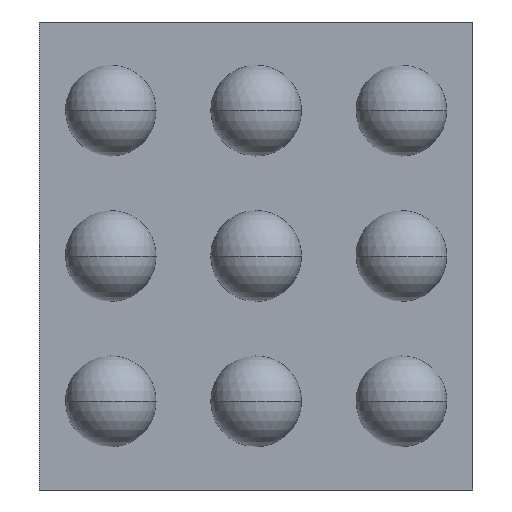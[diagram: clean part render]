
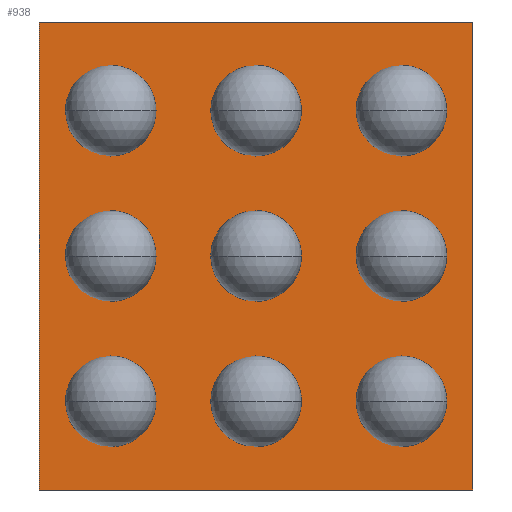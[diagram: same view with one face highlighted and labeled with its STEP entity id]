
A CAD part, front view. The second image highlights one B-rep face of the part: STEP entity #938.
In plain terms, the highlighted planar face has unit normal (0, -1, 0).
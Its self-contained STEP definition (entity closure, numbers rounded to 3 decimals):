
#25 = EDGE_CURVE ( 'NONE', #358, #385, #720, .T. ) ;
#36 = EDGE_CURVE ( 'NONE', #385, #238, #621, .T. ) ;
#70 = ORIENTED_EDGE ( 'NONE', *, *, #807, .T. ) ;
#87 = CARTESIAN_POINT ( 'NONE',  ( 0.596, 0.21, -0.644 ) ) ;
#89 = VECTOR ( 'NONE', #1055, 1000. ) ;
#127 = VERTEX_POINT ( 'NONE', #598 ) ;
#159 = PLANE ( 'NONE',  #1085 ) ;
#161 = CARTESIAN_POINT ( 'NONE',  ( -0.596, 0.21, -0.644 ) ) ;
#206 = DIRECTION ( 'NONE',  ( 0., 1., 0. ) ) ;
#221 = ORIENTED_EDGE ( 'NONE', *, *, #36, .T. ) ;
#231 = CARTESIAN_POINT ( 'NONE',  ( -0.596, 0.21, 0.644 ) ) ;
#238 = VERTEX_POINT ( 'NONE', #555 ) ;
#251 = VECTOR ( 'NONE', #633, 1000. ) ;
#276 = ORIENTED_EDGE ( 'NONE', *, *, #841, .T. ) ;
#290 = CARTESIAN_POINT ( 'NONE',  ( 0., 0.21, 0. ) ) ;
#293 = CARTESIAN_POINT ( 'NONE',  ( -0.596, 0.21, 0.644 ) ) ;
#358 = VERTEX_POINT ( 'NONE', #161 ) ;
#384 = DIRECTION ( 'NONE',  ( -1., 0., 0. ) ) ;
#385 = VERTEX_POINT ( 'NONE', #87 ) ;
#412 = ORIENTED_EDGE ( 'NONE', *, *, #25, .T. ) ;
#465 = FACE_OUTER_BOUND ( 'NONE', #1082, .T. ) ;
#468 = LINE ( 'NONE', #231, #679 ) ;
#543 = DIRECTION ( 'NONE',  ( 0., 0., 1. ) ) ;
#555 = CARTESIAN_POINT ( 'NONE',  ( 0.596, 0.21, 0.644 ) ) ;
#598 = CARTESIAN_POINT ( 'NONE',  ( -0.596, 0.21, 0.644 ) ) ;
#621 = LINE ( 'NONE', #966, #89 ) ;
#633 = DIRECTION ( 'NONE',  ( 0., 0., -1. ) ) ;
#638 = LINE ( 'NONE', #293, #251 ) ;
#679 = VECTOR ( 'NONE', #384, 1000. ) ;
#720 = LINE ( 'NONE', #794, #886 ) ;
#794 = CARTESIAN_POINT ( 'NONE',  ( -0.596, 0.21, -0.644 ) ) ;
#807 = EDGE_CURVE ( 'NONE', #127, #358, #638, .T. ) ;
#841 = EDGE_CURVE ( 'NONE', #238, #127, #468, .T. ) ;
#886 = VECTOR ( 'NONE', #1049, 1000. ) ;
#938 = ADVANCED_FACE ( 'NONE', ( #465 ), #159, .F. ) ;
#966 = CARTESIAN_POINT ( 'NONE',  ( 0.596, 0.21, 0.644 ) ) ;
#1049 = DIRECTION ( 'NONE',  ( 1., 0., 0. ) ) ;
#1055 = DIRECTION ( 'NONE',  ( 0., 0., 1. ) ) ;
#1082 = EDGE_LOOP ( 'NONE', ( #221, #276, #70, #412 ) ) ;
#1085 = AXIS2_PLACEMENT_3D ( 'NONE', #290, #206, #543 ) ;
